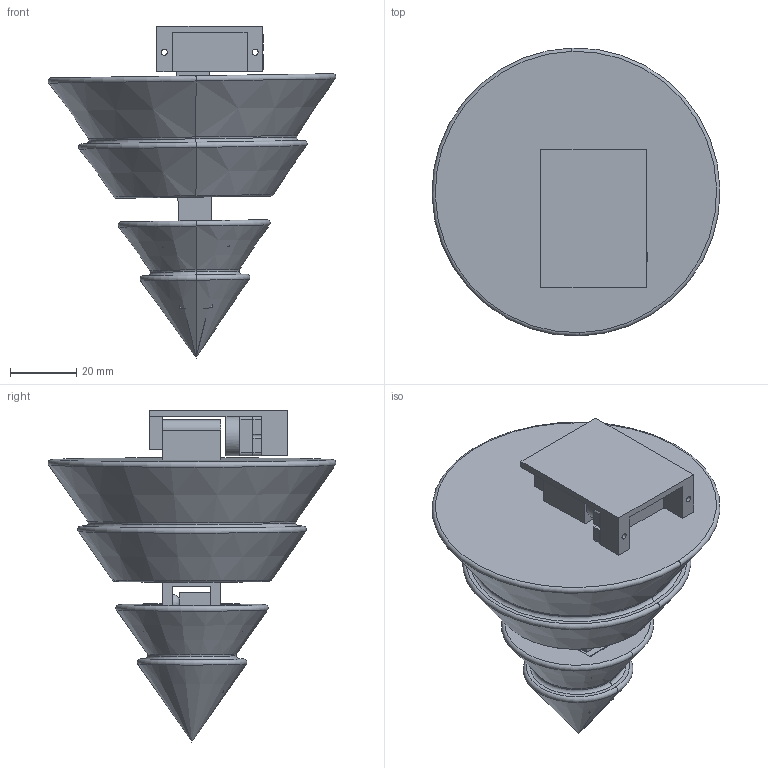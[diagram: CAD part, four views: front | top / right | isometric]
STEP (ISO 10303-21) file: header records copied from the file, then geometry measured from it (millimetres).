
FILE_DESCRIPTION (( 'STEP AP203' ), '1' );
FILE_NAME ('assembely dancing christmas tree.STEP', '2025-12-30T10:56:48', ( '' ), ( '' ), 'SwSTEP 2.0', 'SolidWorks 2025', '' );
FILE_SCHEMA (( 'CONFIG_CONTROL_DESIGN' ));
Length unit declared in the file: millimetre
Products named in the file (5): bottom part; tree part; assembely dancing christmas tree; Top part; Middle part
Assembly tree (4 placements, depth 2):
  assembely dancing christmas tree
    bottom part
    Middle part
    Top part
    tree part
Bounding box: 86.72 x 86.73 x 99.99 mm (x, y, z)
Volume: 165150 mm3; surface area: 37445.8 mm2
Topology: 6 solids, 6 shells, 210 faces, 498 edges, 310 vertices
Faces by surface type: plane 90, cylinder 47, torus 45, bspline 18, cone 8, sphere 2
Entity records: 7731 total; most frequent: CARTESIAN_POINT 2373, DIRECTION 1034, ORIENTED_EDGE 988, EDGE_CURVE 494, AXIS2_PLACEMENT_3D 395, VERTEX_POINT 310, LINE 244, VECTOR 244
